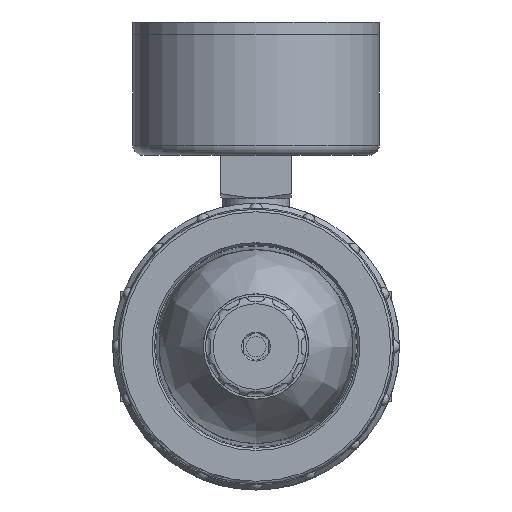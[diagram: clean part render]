
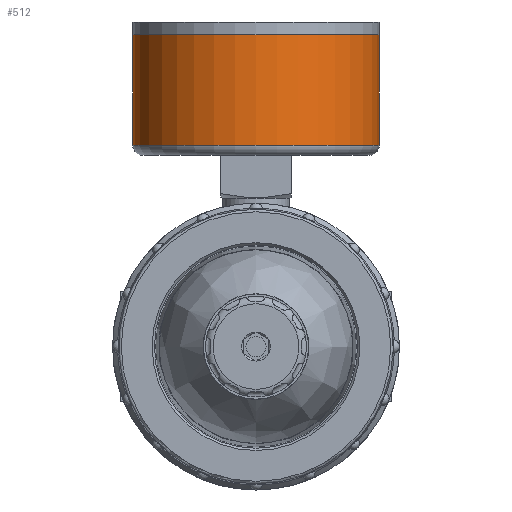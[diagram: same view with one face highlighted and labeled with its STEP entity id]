
A CAD part, front view. The second image highlights one B-rep face of the part: STEP entity #512.
In plain terms, the highlighted cylindrical face has radius 24.5 mm (diameter 49 mm), a full revolution.
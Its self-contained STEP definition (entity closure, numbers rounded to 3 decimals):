
#512 = ADVANCED_FACE( '', ( #1320, #1321 ), #1322, .T. );
#1320 = FACE_OUTER_BOUND( '', #2267, .T. );
#1321 = FACE_OUTER_BOUND( '', #2268, .T. );
#1322 = CYLINDRICAL_SURFACE( '', #2269, 24.5 );
#2267 = EDGE_LOOP( '', ( #4884 ) );
#2268 = EDGE_LOOP( '', ( #4885 ) );
#2269 = AXIS2_PLACEMENT_3D( '', #4886, #4887, #4888 );
#4884 = ORIENTED_EDGE( '', *, *, #6518, .F. );
#4885 = ORIENTED_EDGE( '', *, *, #6520, .T. );
#4886 = CARTESIAN_POINT( '', ( 0., 0., 18.5 ) );
#4887 = DIRECTION( '', ( 0., 0., 1. ) );
#4888 = DIRECTION( '', ( -1., 0., 0. ) );
#6518 = EDGE_CURVE( '', #7985, #7985, #7986, .T. );
#6520 = EDGE_CURVE( '', #7989, #7989, #7990, .T. );
#7985 = VERTEX_POINT( '', #11123 );
#7986 = CIRCLE( '', #11124, 24.5 );
#7989 = VERTEX_POINT( '', #11127 );
#7990 = CIRCLE( '', #11128, 24.5 );
#11123 = CARTESIAN_POINT( '', ( -24.5, 0., 20.5 ) );
#11124 = AXIS2_PLACEMENT_3D( '', #13637, #13638, #13639 );
#11127 = CARTESIAN_POINT( '', ( -24.5, 0., 42.48 ) );
#11128 = AXIS2_PLACEMENT_3D( '', #13643, #13644, #13645 );
#13637 = CARTESIAN_POINT( '', ( 0., 0., 20.5 ) );
#13638 = DIRECTION( '', ( 0., 0., -1. ) );
#13639 = DIRECTION( '', ( -1., 0., 0. ) );
#13643 = CARTESIAN_POINT( '', ( 0., 0., 42.48 ) );
#13644 = DIRECTION( '', ( 0., 0., -1. ) );
#13645 = DIRECTION( '', ( -1., 0., 0. ) );
